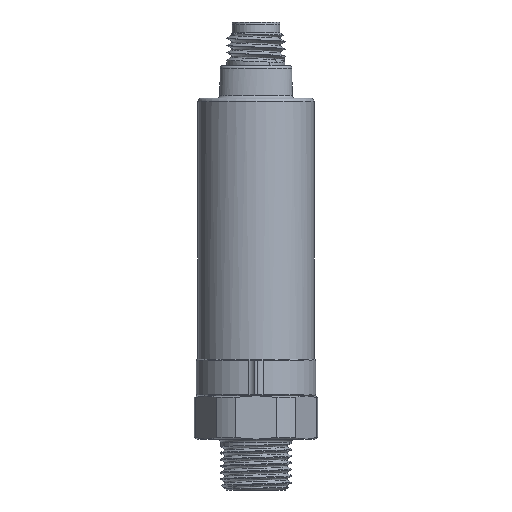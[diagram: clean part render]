
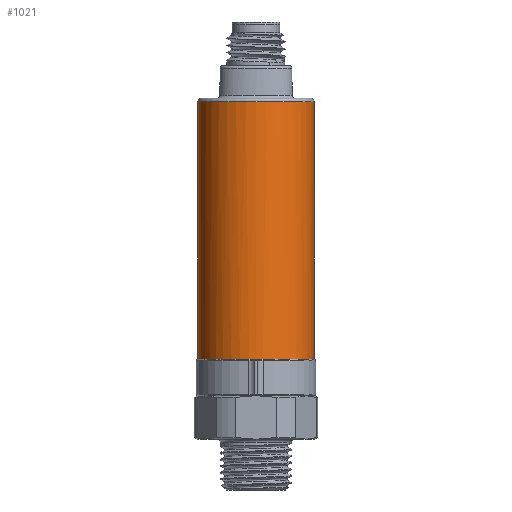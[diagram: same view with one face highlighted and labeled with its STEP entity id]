
A CAD part, front view. The second image highlights one B-rep face of the part: STEP entity #1021.
In plain terms, the highlighted cylindrical face has radius 8 mm (diameter 16 mm), a partial arc.
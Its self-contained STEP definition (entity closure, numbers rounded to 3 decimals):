
#1021 = ADVANCED_FACE ( 'NONE', ( #4432 ), #4431, .T. ) ;
#1025 = VERTEX_POINT ( 'NONE', #4426 ) ;
#1036 = EDGE_CURVE ( 'NONE', #1025, #1656, #4469, .T. ) ;
#1037 = EDGE_LOOP ( 'NONE', ( #1101, #1089, #1096, #1094, #1092, #1097, #1099, #1100, #1085, #1082, #1088, #1080, #1081, #1086, #1077 ) ) ;
#1047 = EDGE_CURVE ( 'NONE', #1521, #1660, #4441, .T. ) ;
#1076 = EDGE_CURVE ( 'NONE', #1613, #1539, #4523, .T. ) ;
#1077 = ORIENTED_EDGE ( 'NONE', *, *, #1612, .T. ) ;
#1078 = EDGE_CURVE ( 'NONE', #1079, #1084, #4519, .T. ) ;
#1079 = VERTEX_POINT ( 'NONE', #4514 ) ;
#1080 = ORIENTED_EDGE ( 'NONE', *, *, #1650, .F. ) ;
#1081 = ORIENTED_EDGE ( 'NONE', *, *, #1537, .T. ) ;
#1082 = ORIENTED_EDGE ( 'NONE', *, *, #1078, .F. ) ;
#1083 = EDGE_CURVE ( 'NONE', #1084, #1025, #4513, .T. ) ;
#1084 = VERTEX_POINT ( 'NONE', #4508 ) ;
#1085 = ORIENTED_EDGE ( 'NONE', *, *, #1083, .F. ) ;
#1086 = ORIENTED_EDGE ( 'NONE', *, *, #1076, .F. ) ;
#1087 = EDGE_CURVE ( 'NONE', #1642, #1079, #4506, .T. ) ;
#1088 = ORIENTED_EDGE ( 'NONE', *, *, #1087, .F. ) ;
#1089 = ORIENTED_EDGE ( 'NONE', *, *, #1047, .T. ) ;
#1090 = EDGE_CURVE ( 'NONE', #1630, #1095, #4560, .T. ) ;
#1091 = VERTEX_POINT ( 'NONE', #4556 ) ;
#1092 = ORIENTED_EDGE ( 'NONE', *, *, #1093, .T. ) ;
#1093 = EDGE_CURVE ( 'NONE', #1095, #1091, #4555, .T. ) ;
#1094 = ORIENTED_EDGE ( 'NONE', *, *, #1090, .T. ) ;
#1095 = VERTEX_POINT ( 'NONE', #4551 ) ;
#1096 = ORIENTED_EDGE ( 'NONE', *, *, #1585, .T. ) ;
#1097 = ORIENTED_EDGE ( 'NONE', *, *, #1098, .F. ) ;
#1098 = EDGE_CURVE ( 'NONE', #1576, #1091, #4550, .T. ) ;
#1099 = ORIENTED_EDGE ( 'NONE', *, *, #1575, .T. ) ;
#1100 = ORIENTED_EDGE ( 'NONE', *, *, #1036, .F. ) ;
#1101 = ORIENTED_EDGE ( 'NONE', *, *, #1523, .F. ) ;
#1521 = VERTEX_POINT ( 'NONE', #6889 ) ;
#1523 = EDGE_CURVE ( 'NONE', #1521, #1610, #6888, .T. ) ;
#1537 = EDGE_CURVE ( 'NONE', #1538, #1539, #6921, .T. ) ;
#1538 = VERTEX_POINT ( 'NONE', #6916 ) ;
#1539 = VERTEX_POINT ( 'NONE', #6915 ) ;
#1575 = EDGE_CURVE ( 'NONE', #1576, #1656, #7005, .T. ) ;
#1576 = VERTEX_POINT ( 'NONE', #7001 ) ;
#1585 = EDGE_CURVE ( 'NONE', #1660, #1630, #7039, .T. ) ;
#1610 = VERTEX_POINT ( 'NONE', #7106 ) ;
#1612 = EDGE_CURVE ( 'NONE', #1613, #1610, #7105, .T. ) ;
#1613 = VERTEX_POINT ( 'NONE', #7100 ) ;
#1630 = VERTEX_POINT ( 'NONE', #7138 ) ;
#1642 = VERTEX_POINT ( 'NONE', #7178 ) ;
#1650 = EDGE_CURVE ( 'NONE', #1538, #1642, #7171, .T. ) ;
#1656 = VERTEX_POINT ( 'NONE', #7162 ) ;
#1660 = VERTEX_POINT ( 'NONE', #7160 ) ;
#4426 = CARTESIAN_POINT ( 'NONE',  ( -6.928, -4., 2.5 ) ) ;
#4427 = DIRECTION ( 'NONE',  ( -1., 0., 0. ) ) ;
#4428 = DIRECTION ( 'NONE',  ( 0., 0., -1. ) ) ;
#4429 = CARTESIAN_POINT ( 'NONE',  ( 0., 0., 43.5 ) ) ;
#4430 = AXIS2_PLACEMENT_3D ( 'NONE', #4429, #4428, #4427 ) ;
#4431 = CYLINDRICAL_SURFACE ( 'NONE', #4430, 8. ) ;
#4432 = FACE_OUTER_BOUND ( 'NONE', #1037, .T. ) ;
#4438 = DIRECTION ( 'NONE',  ( 0., 0., -1. ) ) ;
#4439 = CARTESIAN_POINT ( 'NONE',  ( 0., 0., 43. ) ) ;
#4440 = AXIS2_PLACEMENT_3D ( 'NONE', #4439, #4438, #4503 ) ;
#4441 = CIRCLE ( 'NONE', #4440, 8. ) ;
#4465 = DIRECTION ( 'NONE',  ( -1., 0., 0. ) ) ;
#4466 = DIRECTION ( 'NONE',  ( 0., 0., -1. ) ) ;
#4467 = CARTESIAN_POINT ( 'NONE',  ( 0., 0., 2.5 ) ) ;
#4468 = AXIS2_PLACEMENT_3D ( 'NONE', #4467, #4466, #4465 ) ;
#4469 = CIRCLE ( 'NONE', #4468, 8. ) ;
#4503 = DIRECTION ( 'NONE',  ( 1., 0., 0. ) ) ;
#4504 = CARTESIAN_POINT ( 'NONE',  ( 0., 0., 2.5 ) ) ;
#4505 = AXIS2_PLACEMENT_3D ( 'NONE', #4504, #4562, #4561 ) ;
#4506 = CIRCLE ( 'NONE', #4505, 8. ) ;
#4507 = CARTESIAN_POINT ( 'NONE',  ( 0., 0., 7.4 ) ) ;
#4508 = CARTESIAN_POINT ( 'NONE',  ( 0., -8., 2.5 ) ) ;
#4509 = DIRECTION ( 'NONE',  ( 1., 0., 0. ) ) ;
#4510 = DIRECTION ( 'NONE',  ( 0., 0., -1. ) ) ;
#4511 = CARTESIAN_POINT ( 'NONE',  ( 0., 0., 2.5 ) ) ;
#4512 = AXIS2_PLACEMENT_3D ( 'NONE', #4511, #4510, #4509 ) ;
#4513 = CIRCLE ( 'NONE', #4512, 8. ) ;
#4514 = CARTESIAN_POINT ( 'NONE',  ( 6.928, -4., 2.5 ) ) ;
#4515 = DIRECTION ( 'NONE',  ( 1., 0., 0. ) ) ;
#4516 = DIRECTION ( 'NONE',  ( 0., 0., -1. ) ) ;
#4517 = CARTESIAN_POINT ( 'NONE',  ( 0., 0., 2.5 ) ) ;
#4518 = AXIS2_PLACEMENT_3D ( 'NONE', #4517, #4516, #4515 ) ;
#4519 = CIRCLE ( 'NONE', #4518, 8. ) ;
#4520 = DIRECTION ( 'NONE',  ( 0., 0., -1. ) ) ;
#4521 = VECTOR ( 'NONE', #4520, 1000. ) ;
#4522 = CARTESIAN_POINT ( 'NONE',  ( 0.97, -7.941, 7.5 ) ) ;
#4523 = LINE ( 'NONE', #4522, #4521 ) ;
#4546 = DIRECTION ( 'NONE',  ( -1., 0., 0. ) ) ;
#4547 = DIRECTION ( 'NONE',  ( 0., 0., 1. ) ) ;
#4548 = CARTESIAN_POINT ( 'NONE',  ( 0., 0., 2.6 ) ) ;
#4549 = AXIS2_PLACEMENT_3D ( 'NONE', #4548, #4547, #4546 ) ;
#4550 = CIRCLE ( 'NONE', #4549, 8. ) ;
#4551 = CARTESIAN_POINT ( 'NONE',  ( -0.97, -7.941, 7.4 ) ) ;
#4552 = DIRECTION ( 'NONE',  ( 0., 0., -1. ) ) ;
#4553 = VECTOR ( 'NONE', #4552, 1000. ) ;
#4554 = CARTESIAN_POINT ( 'NONE',  ( -0.97, -7.941, 7.5 ) ) ;
#4555 = LINE ( 'NONE', #4554, #4553 ) ;
#4556 = CARTESIAN_POINT ( 'NONE',  ( -0.97, -7.941, 2.6 ) ) ;
#4557 = DIRECTION ( 'NONE',  ( 1., 0., 0. ) ) ;
#4558 = DIRECTION ( 'NONE',  ( 0., 0., 1. ) ) ;
#4559 = AXIS2_PLACEMENT_3D ( 'NONE', #4507, #4558, #4557 ) ;
#4560 = CIRCLE ( 'NONE', #4559, 8. ) ;
#4561 = DIRECTION ( 'NONE',  ( -1., 0., 0. ) ) ;
#4562 = DIRECTION ( 'NONE',  ( 0., 0., -1. ) ) ;
#6885 = DIRECTION ( 'NONE',  ( 0., 0., -1. ) ) ;
#6886 = VECTOR ( 'NONE', #6885, 1000. ) ;
#6887 = CARTESIAN_POINT ( 'NONE',  ( 8., 0., 43.5 ) ) ;
#6888 = LINE ( 'NONE', #6887, #6886 ) ;
#6889 = CARTESIAN_POINT ( 'NONE',  ( 8., 0., 43. ) ) ;
#6915 = CARTESIAN_POINT ( 'NONE',  ( 0.97, -7.941, 2.6 ) ) ;
#6916 = CARTESIAN_POINT ( 'NONE',  ( 8., 0., 2.6 ) ) ;
#6917 = DIRECTION ( 'NONE',  ( 1., 0., 0. ) ) ;
#6918 = DIRECTION ( 'NONE',  ( 0., 0., -1. ) ) ;
#6919 = CARTESIAN_POINT ( 'NONE',  ( 0., 0., 2.6 ) ) ;
#6920 = AXIS2_PLACEMENT_3D ( 'NONE', #6919, #6918, #6917 ) ;
#6921 = CIRCLE ( 'NONE', #6920, 8. ) ;
#7001 = CARTESIAN_POINT ( 'NONE',  ( -8., 0., 2.6 ) ) ;
#7002 = DIRECTION ( 'NONE',  ( 0., 0., -1. ) ) ;
#7003 = VECTOR ( 'NONE', #7002, 1000. ) ;
#7004 = CARTESIAN_POINT ( 'NONE',  ( -8., 0., 43.5 ) ) ;
#7005 = LINE ( 'NONE', #7004, #7003 ) ;
#7036 = DIRECTION ( 'NONE',  ( 0., 0., -1. ) ) ;
#7037 = VECTOR ( 'NONE', #7036, 1000. ) ;
#7038 = CARTESIAN_POINT ( 'NONE',  ( -8., 0., 43.5 ) ) ;
#7039 = LINE ( 'NONE', #7038, #7037 ) ;
#7100 = CARTESIAN_POINT ( 'NONE',  ( 0.97, -7.941, 7.4 ) ) ;
#7101 = DIRECTION ( 'NONE',  ( -1., 0., 0. ) ) ;
#7102 = DIRECTION ( 'NONE',  ( 0., 0., 1. ) ) ;
#7103 = CARTESIAN_POINT ( 'NONE',  ( 0., 0., 7.4 ) ) ;
#7104 = AXIS2_PLACEMENT_3D ( 'NONE', #7103, #7102, #7101 ) ;
#7105 = CIRCLE ( 'NONE', #7104, 8. ) ;
#7106 = CARTESIAN_POINT ( 'NONE',  ( 8., 0., 7.4 ) ) ;
#7138 = CARTESIAN_POINT ( 'NONE',  ( -8., 0., 7.4 ) ) ;
#7160 = CARTESIAN_POINT ( 'NONE',  ( -8., 0., 43. ) ) ;
#7162 = CARTESIAN_POINT ( 'NONE',  ( -8., 0., 2.5 ) ) ;
#7168 = DIRECTION ( 'NONE',  ( 0., 0., -1. ) ) ;
#7169 = VECTOR ( 'NONE', #7168, 1000. ) ;
#7170 = CARTESIAN_POINT ( 'NONE',  ( 8., 0., 43.5 ) ) ;
#7171 = LINE ( 'NONE', #7170, #7169 ) ;
#7178 = CARTESIAN_POINT ( 'NONE',  ( 8., 0., 2.5 ) ) ;
